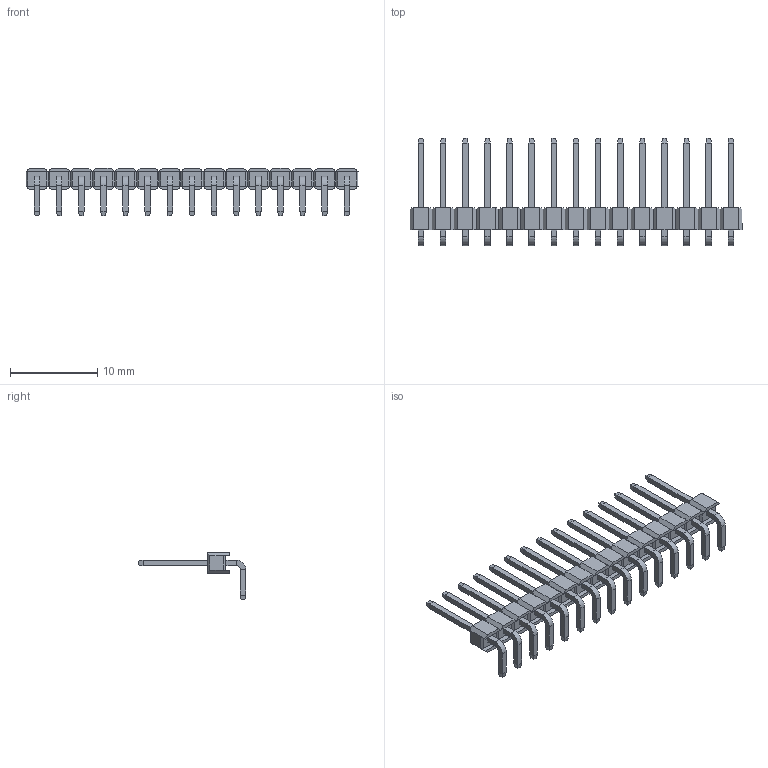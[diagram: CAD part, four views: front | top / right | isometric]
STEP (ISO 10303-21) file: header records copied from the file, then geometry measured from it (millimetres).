
FILE_DESCRIPTION (( 'STEP AP214' ), '1' );
FILE_NAME ('1x15 Male Pin Header Angle.STEP', '2021-11-12T11:39:22', ( 'M.B.I.' ), ( '' ), 'SwSTEP 2.0', '', '' );
FILE_SCHEMA (( 'AUTOMOTIVE_DESIGN' ));
Length unit declared in the file: millimetre
Products named in the file (1): 1x15 Male Pin Header Angle
Bounding box: 38.1 x 12.36 x 5.5 mm (x, y, z)
Volume: 276.4 mm3; surface area: 1132.1 mm2
Topology: 16 solids, 16 shells, 698 faces, 1724 edges, 1058 vertices
Faces by surface type: plane 668, cylinder 30
Entity records: 20125 total; most frequent: CARTESIAN_POINT 3481, ORIENTED_EDGE 3448, DIRECTION 3182, EDGE_CURVE 1724, LINE 1664, VECTOR 1664, VERTEX_POINT 1058, AXIS2_PLACEMENT_3D 759
